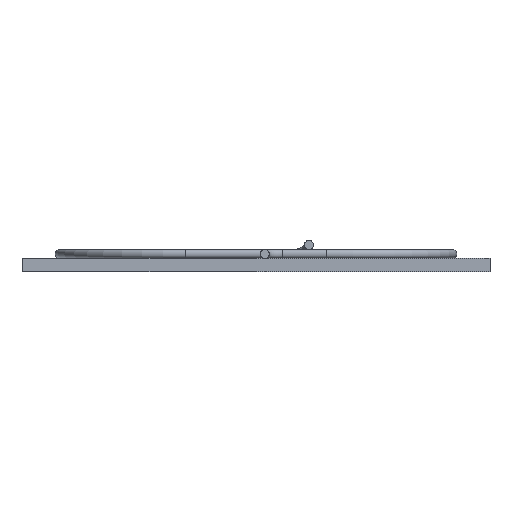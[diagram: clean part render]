
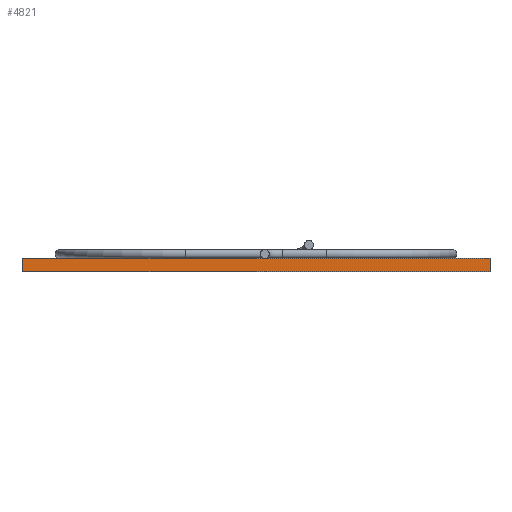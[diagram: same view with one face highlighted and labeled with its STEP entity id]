
A CAD part, front view. The second image highlights one B-rep face of the part: STEP entity #4821.
In plain terms, the highlighted face is planar.
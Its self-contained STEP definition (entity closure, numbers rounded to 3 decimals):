
#182=LINE('',#8673,#324);
#188=LINE('',#8686,#330);
#192=LINE('',#8694,#334);
#193=LINE('',#8696,#335);
#324=VECTOR('',#5879,1000.);
#330=VECTOR('',#5887,1000.);
#334=VECTOR('',#5895,1000.);
#335=VECTOR('',#5898,1000.);
#616=PLANE('',#5138);
#1299=ORIENTED_EDGE('',*,*,#1778,.F.);
#1300=ORIENTED_EDGE('',*,*,#1773,.F.);
#1301=ORIENTED_EDGE('',*,*,#1767,.T.);
#1302=ORIENTED_EDGE('',*,*,#1777,.T.);
#1767=EDGE_CURVE('',#2073,#2074,#182,.T.);
#1773=EDGE_CURVE('',#2073,#2078,#188,.T.);
#1777=EDGE_CURVE('',#2074,#2080,#192,.T.);
#1778=EDGE_CURVE('',#2078,#2080,#193,.T.);
#2073=VERTEX_POINT('',#8674);
#2074=VERTEX_POINT('',#8675);
#2078=VERTEX_POINT('',#8684);
#2080=VERTEX_POINT('',#8693);
#2546=EDGE_LOOP('',(#1299,#1300,#1301,#1302));
#2917=FACE_BOUND('',#2546,.T.);
#4821=ADVANCED_FACE('',(#2917),#616,.T.);
#5138=AXIS2_PLACEMENT_3D('',#8695,#5896,#5897);
#5879=DIRECTION('',(0.,1.,0.));
#5887=DIRECTION('',(0.,0.,1.));
#5895=DIRECTION('',(0.,0.,1.));
#5896=DIRECTION('',(1.,0.,0.));
#5897=DIRECTION('',(0.,1.,0.));
#5898=DIRECTION('',(0.,1.,0.));
#8673=CARTESIAN_POINT('',(26.5,-26.5,-1.5));
#8674=CARTESIAN_POINT('',(26.5,-26.5,-1.5));
#8675=CARTESIAN_POINT('',(26.5,26.5,-1.5));
#8684=CARTESIAN_POINT('',(26.5,-26.5,0.));
#8686=CARTESIAN_POINT('',(26.5,-26.5,-1.5));
#8693=CARTESIAN_POINT('',(26.5,26.5,0.));
#8694=CARTESIAN_POINT('',(26.5,26.5,-1.5));
#8695=CARTESIAN_POINT('',(26.5,-26.5,-1.5));
#8696=CARTESIAN_POINT('',(26.5,-26.5,0.));
